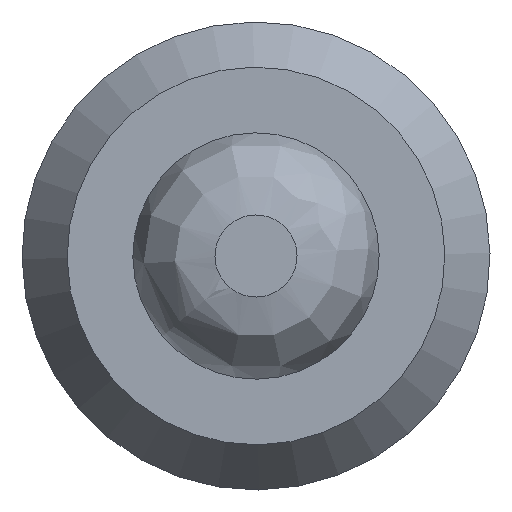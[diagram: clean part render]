
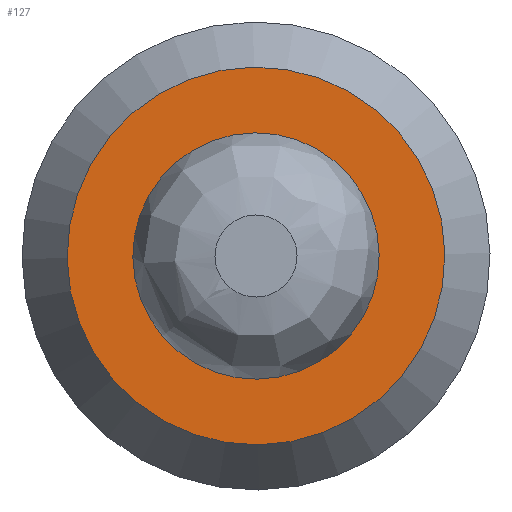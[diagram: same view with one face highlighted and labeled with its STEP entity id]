
A CAD part, left-side view. The second image highlights one B-rep face of the part: STEP entity #127.
In plain terms, the highlighted planar face has unit normal (-1, 0, 0).
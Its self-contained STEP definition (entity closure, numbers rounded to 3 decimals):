
#101=PLANE('',#293);
#127=ADVANCED_FACE('',(#158,#159),#101,.T.);
#158=FACE_BOUND('',#188,.T.);
#159=FACE_BOUND('',#189,.T.);
#188=EDGE_LOOP('',(#218));
#189=EDGE_LOOP('',(#219));
#218=ORIENTED_EDGE('',*,*,#253,.T.);
#219=ORIENTED_EDGE('',*,*,#254,.F.);
#238=VERTEX_POINT('',#538);
#239=VERTEX_POINT('',#541);
#253=EDGE_CURVE('',#238,#238,#266,.T.);
#254=EDGE_CURVE('',#239,#239,#267,.T.);
#266=CIRCLE('',#288,4.6);
#267=CIRCLE('',#290,3.);
#288=AXIS2_PLACEMENT_3D('',#537,#336,#337);
#290=AXIS2_PLACEMENT_3D('',#540,#340,#341);
#293=AXIS2_PLACEMENT_3D('',#544,#346,#347);
#336=DIRECTION('',(-1.,0.,0.));
#337=DIRECTION('',(0.,0.758,-0.652));
#340=DIRECTION('',(-1.,0.,0.));
#341=DIRECTION('',(0.,0.758,-0.652));
#346=DIRECTION('',(-1.,0.,0.));
#347=DIRECTION('',(0.,-0.758,0.652));
#537=CARTESIAN_POINT('',(18.4,0.,22.6));
#538=CARTESIAN_POINT('',(18.4,3.488,19.601));
#540=CARTESIAN_POINT('',(18.4,0.,22.6));
#541=CARTESIAN_POINT('',(18.4,2.275,20.644));
#544=CARTESIAN_POINT('',(18.4,3.488,19.601));
